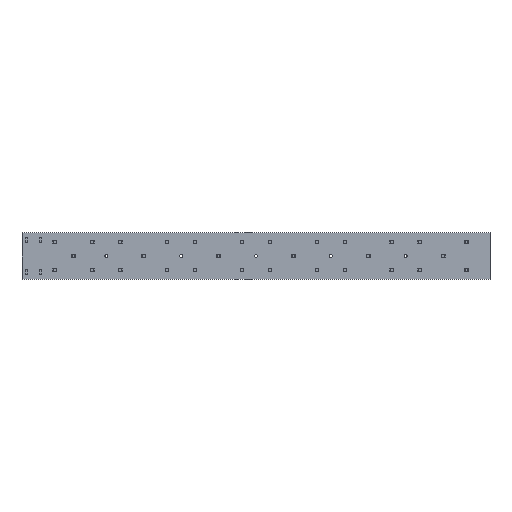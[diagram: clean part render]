
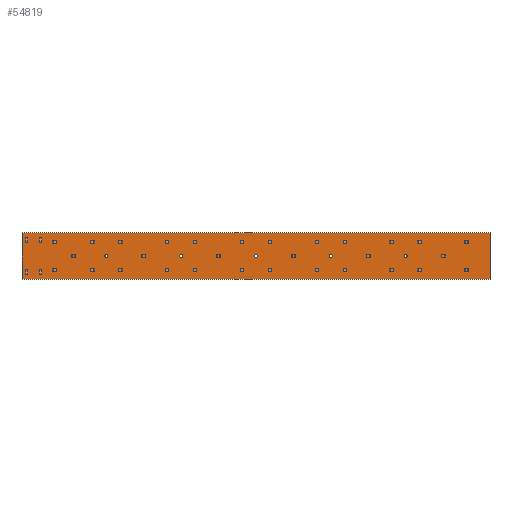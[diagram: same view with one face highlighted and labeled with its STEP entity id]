
A CAD part, top view. The second image highlights one B-rep face of the part: STEP entity #54819.
In plain terms, the highlighted planar face has unit normal (0, 0, 1).
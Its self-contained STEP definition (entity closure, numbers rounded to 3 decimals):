
#1164=FACE_BOUND('',#9099,.T.);
#1165=FACE_BOUND('',#9100,.T.);
#1166=FACE_BOUND('',#9101,.T.);
#1167=FACE_BOUND('',#9102,.T.);
#1168=FACE_BOUND('',#9103,.T.);
#3647=PLANE('',#57794);
#6303=FACE_OUTER_BOUND('',#9098,.T.);
#9098=EDGE_LOOP('',(#50560,#50561,#50562,#50563));
#9099=EDGE_LOOP('',(#50564));
#9100=EDGE_LOOP('',(#50565));
#9101=EDGE_LOOP('',(#50566));
#9102=EDGE_LOOP('',(#50567));
#9103=EDGE_LOOP('',(#50568));
#16204=LINE('',#85074,#23602);
#16207=LINE('',#85080,#23605);
#16210=LINE('',#85086,#23608);
#16213=LINE('',#85090,#23611);
#23602=VECTOR('',#69874,10.);
#23605=VECTOR('',#69879,10.);
#23608=VECTOR('',#69884,10.);
#23611=VECTOR('',#69889,10.);
#24279=CIRCLE('',#57777,1.6);
#24281=CIRCLE('',#57780,1.6);
#24283=CIRCLE('',#57783,1.6);
#24285=CIRCLE('',#57786,1.6);
#24287=CIRCLE('',#57789,1.6);
#28789=VERTEX_POINT('',#85040);
#28791=VERTEX_POINT('',#85046);
#28793=VERTEX_POINT('',#85052);
#28795=VERTEX_POINT('',#85058);
#28797=VERTEX_POINT('',#85064);
#28800=VERTEX_POINT('',#85071);
#28801=VERTEX_POINT('',#85073);
#28803=VERTEX_POINT('',#85079);
#28805=VERTEX_POINT('',#85085);
#36139=EDGE_CURVE('',#28789,#28789,#24279,.T.);
#36142=EDGE_CURVE('',#28791,#28791,#24281,.T.);
#36145=EDGE_CURVE('',#28793,#28793,#24283,.T.);
#36148=EDGE_CURVE('',#28795,#28795,#24285,.T.);
#36151=EDGE_CURVE('',#28797,#28797,#24287,.T.);
#36154=EDGE_CURVE('',#28801,#28800,#16204,.T.);
#36157=EDGE_CURVE('',#28803,#28801,#16207,.T.);
#36160=EDGE_CURVE('',#28805,#28803,#16210,.T.);
#36163=EDGE_CURVE('',#28800,#28805,#16213,.T.);
#50560=ORIENTED_EDGE('',*,*,#36163,.T.);
#50561=ORIENTED_EDGE('',*,*,#36160,.T.);
#50562=ORIENTED_EDGE('',*,*,#36157,.T.);
#50563=ORIENTED_EDGE('',*,*,#36154,.T.);
#50564=ORIENTED_EDGE('',*,*,#36139,.T.);
#50565=ORIENTED_EDGE('',*,*,#36142,.T.);
#50566=ORIENTED_EDGE('',*,*,#36145,.T.);
#50567=ORIENTED_EDGE('',*,*,#36148,.T.);
#50568=ORIENTED_EDGE('',*,*,#36151,.T.);
#54819=ADVANCED_FACE('',(#6303,#1164,#1165,#1166,#1167,#1168),#3647,.T.);
#57777=AXIS2_PLACEMENT_3D('',#85042,#69840,#69841);
#57780=AXIS2_PLACEMENT_3D('',#85048,#69847,#69848);
#57783=AXIS2_PLACEMENT_3D('',#85054,#69854,#69855);
#57786=AXIS2_PLACEMENT_3D('',#85060,#69861,#69862);
#57789=AXIS2_PLACEMENT_3D('',#85066,#69868,#69869);
#57794=AXIS2_PLACEMENT_3D('',#85091,#69890,#69891);
#69840=DIRECTION('center_axis',(0.,0.,-1.));
#69841=DIRECTION('ref_axis',(-1.,0.,0.));
#69847=DIRECTION('center_axis',(0.,0.,-1.));
#69848=DIRECTION('ref_axis',(-1.,0.,0.));
#69854=DIRECTION('center_axis',(0.,0.,-1.));
#69855=DIRECTION('ref_axis',(-1.,0.,0.));
#69861=DIRECTION('center_axis',(0.,0.,-1.));
#69862=DIRECTION('ref_axis',(-1.,0.,0.));
#69868=DIRECTION('center_axis',(0.,0.,-1.));
#69869=DIRECTION('ref_axis',(-1.,0.,0.));
#69874=DIRECTION('',(-1.,0.,0.));
#69879=DIRECTION('',(0.,1.,0.));
#69884=DIRECTION('',(1.,0.,0.));
#69889=DIRECTION('',(0.,-1.,0.));
#69890=DIRECTION('center_axis',(0.,0.,1.));
#69891=DIRECTION('ref_axis',(1.,0.,0.));
#85040=CARTESIAN_POINT('',(171.6,25.,0.053));
#85042=CARTESIAN_POINT('Origin',(170.,25.,0.053));
#85046=CARTESIAN_POINT('',(411.6,25.,0.053));
#85048=CARTESIAN_POINT('Origin',(410.,25.,0.053));
#85052=CARTESIAN_POINT('',(251.6,25.,0.053));
#85054=CARTESIAN_POINT('Origin',(250.,25.,0.053));
#85058=CARTESIAN_POINT('',(331.6,25.,0.053));
#85060=CARTESIAN_POINT('Origin',(330.,25.,0.053));
#85064=CARTESIAN_POINT('',(91.6,25.,0.053));
#85066=CARTESIAN_POINT('Origin',(90.,25.,0.053));
#85071=CARTESIAN_POINT('',(0.,50.,0.053));
#85073=CARTESIAN_POINT('',(500.,50.,0.053));
#85074=CARTESIAN_POINT('',(500.,50.,0.053));
#85079=CARTESIAN_POINT('',(500.,0.,0.053));
#85080=CARTESIAN_POINT('',(500.,0.,0.053));
#85085=CARTESIAN_POINT('',(0.,0.,0.053));
#85086=CARTESIAN_POINT('',(0.,0.,0.053));
#85090=CARTESIAN_POINT('',(0.,50.,0.053));
#85091=CARTESIAN_POINT('Origin',(250.,25.,0.053));
